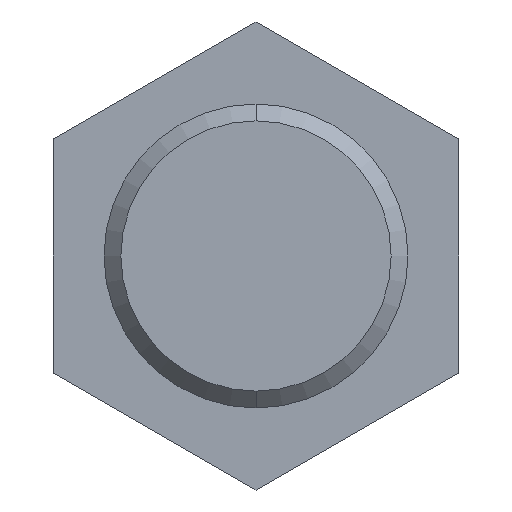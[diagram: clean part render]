
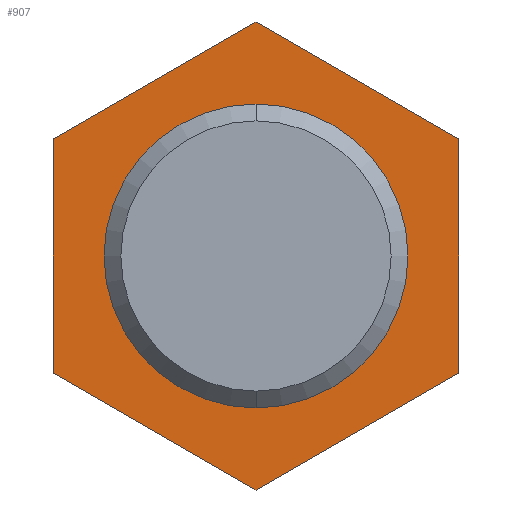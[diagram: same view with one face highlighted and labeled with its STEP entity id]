
A CAD part, front view. The second image highlights one B-rep face of the part: STEP entity #907.
In plain terms, the highlighted planar face has unit normal (0, -1, 0).
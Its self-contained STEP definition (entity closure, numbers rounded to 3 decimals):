
#150=CARTESIAN_POINT('',(0.,12.,0.));
#151=DIRECTION('',(0.,1.,0.));
#152=DIRECTION('',(0.,0.,-1.));
#153=AXIS2_PLACEMENT_3D('',#150,#151,#152);
#240=DIRECTION('',(0.866,0.,-0.5));
#241=VECTOR('',#240,13.856);
#242=CARTESIAN_POINT('',(0.,12.,13.856));
#243=LINE('',#242,#241);
#247=DIRECTION('',(0.,0.,-1.));
#248=VECTOR('',#247,13.856);
#249=CARTESIAN_POINT('',(12.,12.,6.928));
#250=LINE('',#249,#248);
#254=DIRECTION('',(-0.866,0.,-0.5));
#255=VECTOR('',#254,13.856);
#256=CARTESIAN_POINT('',(12.,12.,-6.928));
#257=LINE('',#256,#255);
#261=DIRECTION('',(-0.866,0.,0.5));
#262=VECTOR('',#261,13.856);
#263=CARTESIAN_POINT('',(0.,12.,-13.856));
#264=LINE('',#263,#262);
#268=DIRECTION('',(0.,0.,1.));
#269=VECTOR('',#268,13.856);
#270=CARTESIAN_POINT('',(-12.,12.,-6.928));
#271=LINE('',#270,#269);
#275=DIRECTION('',(0.866,0.,0.5));
#276=VECTOR('',#275,13.856);
#277=CARTESIAN_POINT('',(-12.,12.,6.928));
#278=LINE('',#277,#276);
#366=CARTESIAN_POINT('',(0.,12.,0.));
#367=DIRECTION('',(0.,1.,0.));
#368=DIRECTION('',(0.,0.,1.));
#369=AXIS2_PLACEMENT_3D('',#366,#367,#368);
#593=CARTESIAN_POINT('',(0.,12.,13.856));
#594=CARTESIAN_POINT('',(12.,12.,6.928));
#595=VERTEX_POINT('',#593);
#596=VERTEX_POINT('',#594);
#597=CARTESIAN_POINT('',(12.,12.,-6.928));
#598=VERTEX_POINT('',#597);
#599=CARTESIAN_POINT('',(0.,12.,-13.856));
#600=VERTEX_POINT('',#599);
#601=CARTESIAN_POINT('',(-12.,12.,-6.928));
#602=VERTEX_POINT('',#601);
#603=CARTESIAN_POINT('',(-12.,12.,6.928));
#604=VERTEX_POINT('',#603);
#617=CARTESIAN_POINT('',(0.,12.,9.));
#618=CARTESIAN_POINT('',(0.,12.,-9.));
#619=VERTEX_POINT('',#617);
#620=VERTEX_POINT('',#618);
#883=CARTESIAN_POINT('',(0.,12.,0.));
#884=DIRECTION('',(0.,1.,0.));
#885=DIRECTION('',(-1.,0.,0.));
#886=AXIS2_PLACEMENT_3D('',#883,#884,#885);
#887=PLANE('',#886);
#889=ORIENTED_EDGE('',*,*,#888,.T.);
#891=ORIENTED_EDGE('',*,*,#890,.T.);
#893=ORIENTED_EDGE('',*,*,#892,.T.);
#895=ORIENTED_EDGE('',*,*,#894,.T.);
#897=ORIENTED_EDGE('',*,*,#896,.T.);
#899=ORIENTED_EDGE('',*,*,#898,.T.);
#900=EDGE_LOOP('',(#889,#891,#893,#895,#897,#899));
#901=FACE_OUTER_BOUND('',#900,.F.);
#903=ORIENTED_EDGE('',*,*,#902,.F.);
#904=ORIENTED_EDGE('',*,*,#841,.F.);
#905=EDGE_LOOP('',(#903,#904));
#906=FACE_BOUND('',#905,.F.);
#907=ADVANCED_FACE('',(#901,#906),#887,.F.);
#154=CIRCLE('',#153,9.);
#370=CIRCLE('',#369,9.);
#841=EDGE_CURVE('',#620,#619,#154,.T.);
#888=EDGE_CURVE('',#595,#596,#243,.T.);
#890=EDGE_CURVE('',#596,#598,#250,.T.);
#892=EDGE_CURVE('',#598,#600,#257,.T.);
#894=EDGE_CURVE('',#600,#602,#264,.T.);
#896=EDGE_CURVE('',#602,#604,#271,.T.);
#898=EDGE_CURVE('',#604,#595,#278,.T.);
#902=EDGE_CURVE('',#619,#620,#370,.T.);
